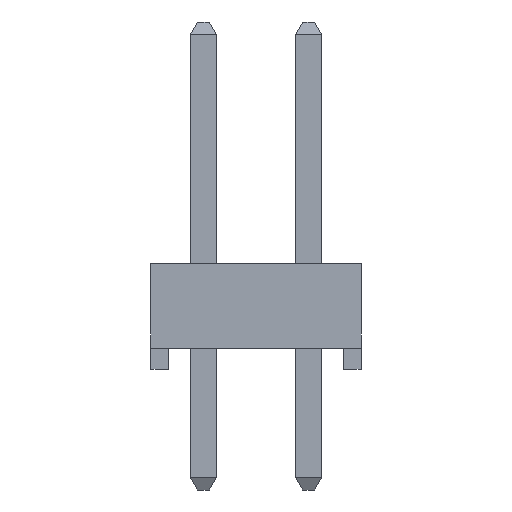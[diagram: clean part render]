
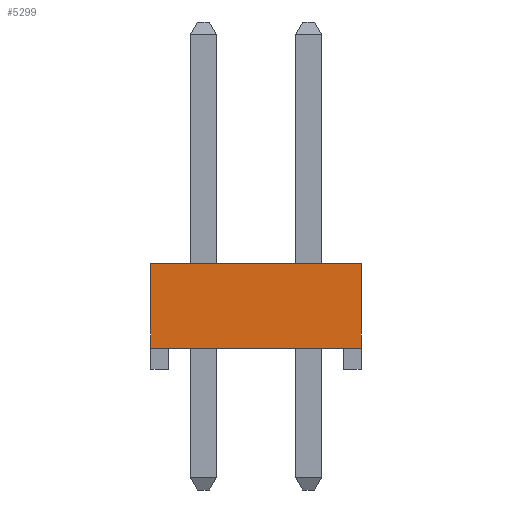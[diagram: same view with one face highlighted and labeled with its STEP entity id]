
A CAD part, left-side view. The second image highlights one B-rep face of the part: STEP entity #5299.
In plain terms, the highlighted planar face has unit normal (-1, 0, 0).
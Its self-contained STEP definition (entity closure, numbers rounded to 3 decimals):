
#61=FACE_OUTER_BOUND($,#403,.T.);
#403=EDGE_LOOP($,(#3506,#3507,#3508,#3509));
#758=LINE($,#7527,#1506);
#770=LINE($,#7552,#1518);
#771=LINE($,#7553,#1519);
#772=LINE($,#7554,#1520);
#1506=VECTOR($,#6087,5.08);
#1518=VECTOR($,#6101,5.08);
#1519=VECTOR($,#6102,2.032);
#1520=VECTOR($,#6103,2.032);
#2246=VERTEX_POINT($,#7524);
#2247=VERTEX_POINT($,#7526);
#2258=VERTEX_POINT($,#7550);
#2259=VERTEX_POINT($,#7551);
#2726=EDGE_CURVE($,#2246,#2247,#758,.T.);
#2738=EDGE_CURVE($,#2258,#2259,#770,.T.);
#2739=EDGE_CURVE($,#2247,#2259,#771,.T.);
#2740=EDGE_CURVE($,#2258,#2246,#772,.T.);
#3506=ORIENTED_EDGE($,*,*,#2738,.T.);
#3507=ORIENTED_EDGE($,*,*,#2739,.F.);
#3508=ORIENTED_EDGE($,*,*,#2726,.F.);
#3509=ORIENTED_EDGE($,*,*,#2740,.F.);
#4957=PLANE($,#5708);
#5299=ADVANCED_FACE($,(#61),#4957,.F.);
#5708=AXIS2_PLACEMENT_3D($,#7549,#6099,#6100);
#6087=DIRECTION($,(0.,1.,0.));
#6099=DIRECTION('center_axis',(1.,0.,0.));
#6100=DIRECTION('ref_axis',(0.,1.,0.));
#6101=DIRECTION($,(0.,1.,0.));
#6102=DIRECTION($,(0.,0.,1.));
#6103=DIRECTION($,(0.,0.,-1.));
#7524=CARTESIAN_POINT('',(-6.35,-2.54,0.508));
#7526=CARTESIAN_POINT('',(-6.35,2.54,0.508));
#7527=CARTESIAN_POINT($,(-6.35,0.,0.508));
#7549=CARTESIAN_POINT('Origin',(-6.35,0.,1.524));
#7550=CARTESIAN_POINT('',(-6.35,-2.54,2.54));
#7551=CARTESIAN_POINT('',(-6.35,2.54,2.54));
#7552=CARTESIAN_POINT($,(-6.35,0.,2.54));
#7553=CARTESIAN_POINT($,(-6.35,2.54,1.524));
#7554=CARTESIAN_POINT($,(-6.35,-2.54,1.524));
